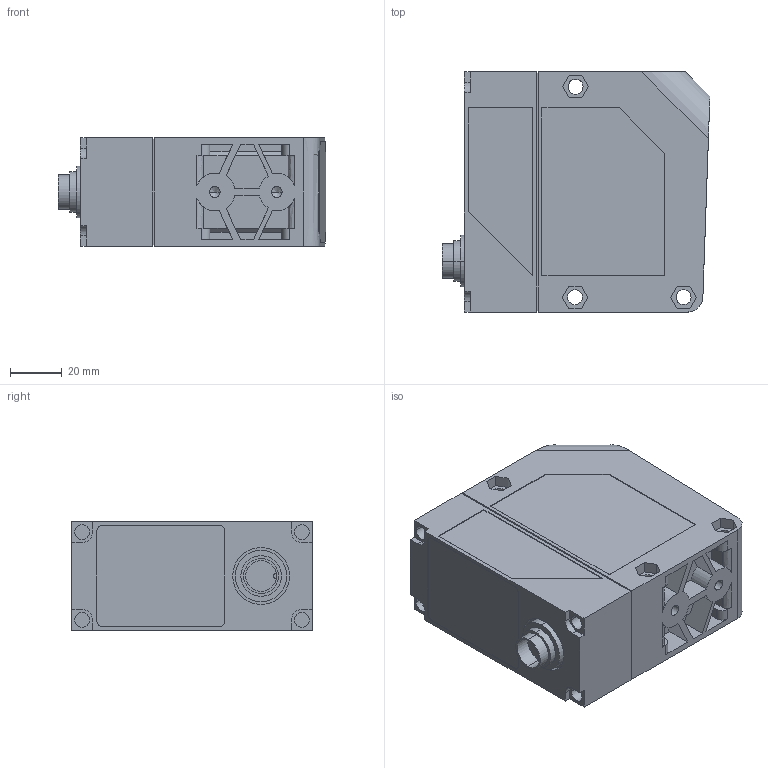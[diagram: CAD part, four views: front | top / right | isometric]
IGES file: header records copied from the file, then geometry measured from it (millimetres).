
Start section:  PTC IGES file: 161954.igs
Global section: file name: 161954.igs; native system: Pro/ENGINEER by Parametric Technology Corporation; preprocessor: 2009141; author: banengservice; organization: Unknown; date: 20121130.140813; units: inch
Bounding box: 103.65 x 93 x 42 mm (x, y, z)
Volume: 346009.7 mm3; surface area: 41114.4 mm2
Topology: 1 solids, 1 shells, 250 faces, 643 edges, 424 vertices
Faces by surface type: bspline 174, revolution 76
